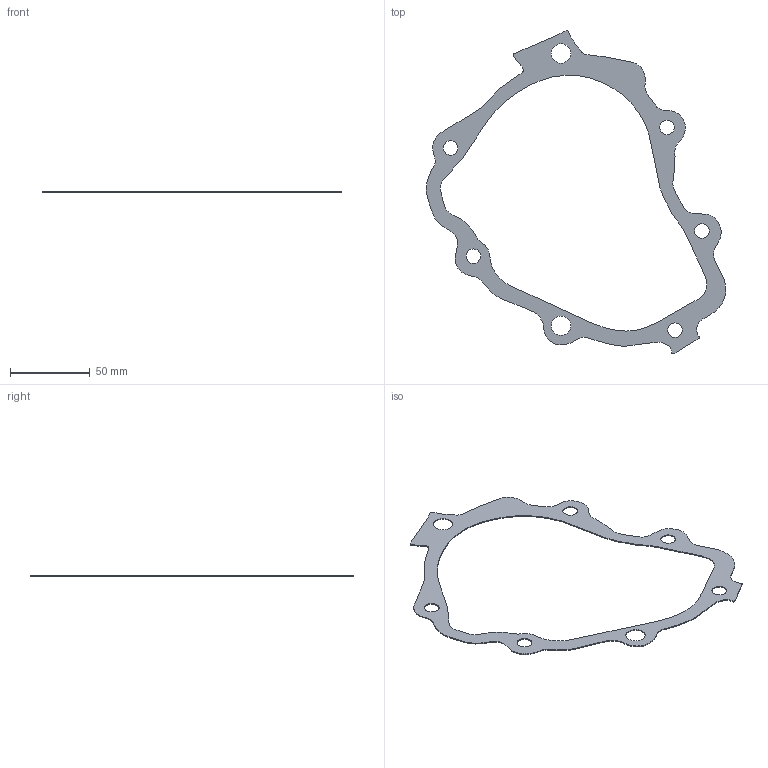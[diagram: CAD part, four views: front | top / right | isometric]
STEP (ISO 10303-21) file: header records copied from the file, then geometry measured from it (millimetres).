
FILE_DESCRIPTION (( 'STEP AP203' ), '1' );
FILE_NAME ('Entretoise boite 0.6 mm.STEP', '2021-08-19T09:24:38', ( '' ), ( '' ), 'SwSTEP 2.0', 'SolidWorks 2019', '' );
FILE_SCHEMA (( 'CONFIG_CONTROL_DESIGN' ));
Length unit declared in the file: millimetre
Products named in the file (1): Entretoise boite 0.6 mm
Bounding box: 188.13 x 202.92 x 0.6 mm (x, y, z)
Volume: 1080.4 mm3; surface area: 12680.3 mm2
Topology: 1 solids, 1 shells, 20 faces, 54 edges, 36 vertices
Faces by surface type: cylinder 14, bspline 4, plane 2
Entity records: 1499 total; most frequent: CARTESIAN_POINT 883, DIRECTION 108, ORIENTED_EDGE 108, EDGE_CURVE 54, AXIS2_PLACEMENT_3D 45, VERTEX_POINT 36, EDGE_LOOP 36, CIRCLE 28
